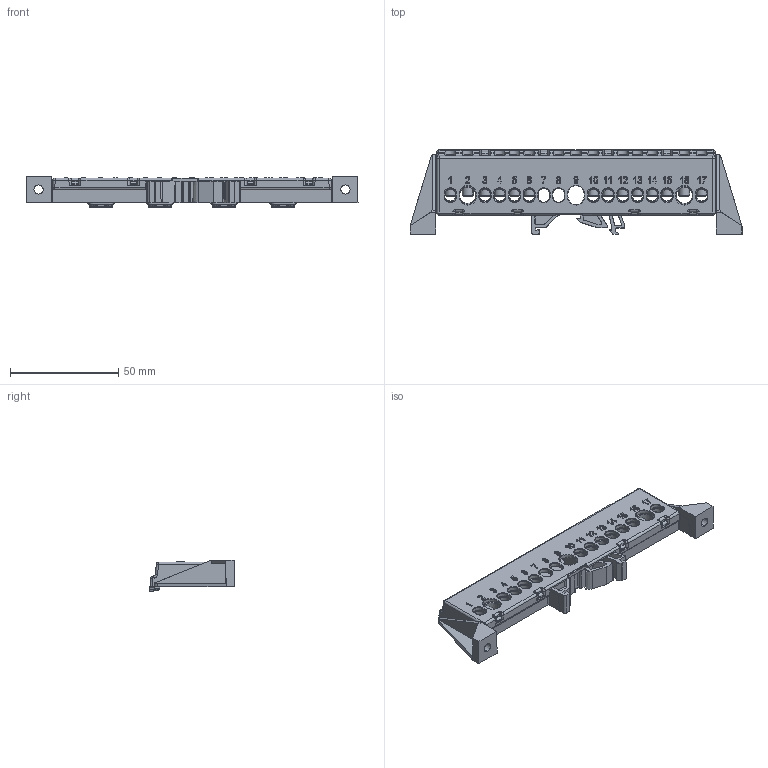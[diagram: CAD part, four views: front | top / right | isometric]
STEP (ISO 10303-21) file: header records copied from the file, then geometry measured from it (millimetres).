
FILE_DESCRIPTION (( 'STEP AP214' ), '1' );
FILE_NAME ('KSN-2-8x12 (06+08).STEP', '2023-11-03T11:58:26', ( '' ), ( '' ), 'SwSTEP 2.0', 'SolidWorks 2022', '' );
FILE_SCHEMA (( 'AUTOMOTIVE_DESIGN' ));
Length unit declared in the file: millimetre
Products named in the file (8): BHBT-3-8x12.08.00; KSN-2-8x12 (06+08); BHBT-3-8x12.06.00; Cover 17; Винт М5х10_20140212; BHBT-3-8x12.08.01; BHBT-3-8x12.06.01; Holder8x12-17-уклоны_уклоны
Assembly tree (20 placements, depth 3):
  KSN-2-8x12 (06+08)
    Holder8x12-17-уклоны_уклоны
    Cover 17
    BHBT-3-8x12.06.00
      BHBT-3-8x12.06.01
      Винт М5х10_20140212  x6
    BHBT-3-8x12.08.00
      BHBT-3-8x12.08.01
      Винт М5х10_20140212  x8
Bounding box: 153.17 x 39.21 x 14.7 mm (x, y, z)
Volume: 28951.9 mm3; surface area: 34290.2 mm2
Topology: 18 solids, 18 shells, 2295 faces, 6281 edges, 4013 vertices
Faces by surface type: plane 1069, cylinder 531, cone 283, torus 219, bspline 177, sphere 16
Entity records: 61942 total; most frequent: CARTESIAN_POINT 21798, ORIENTED_EDGE 9050, DIRECTION 7237, EDGE_CURVE 4525, VERTEX_POINT 2906, LINE 2685, VECTOR 2685, AXIS2_PLACEMENT_3D 2276
